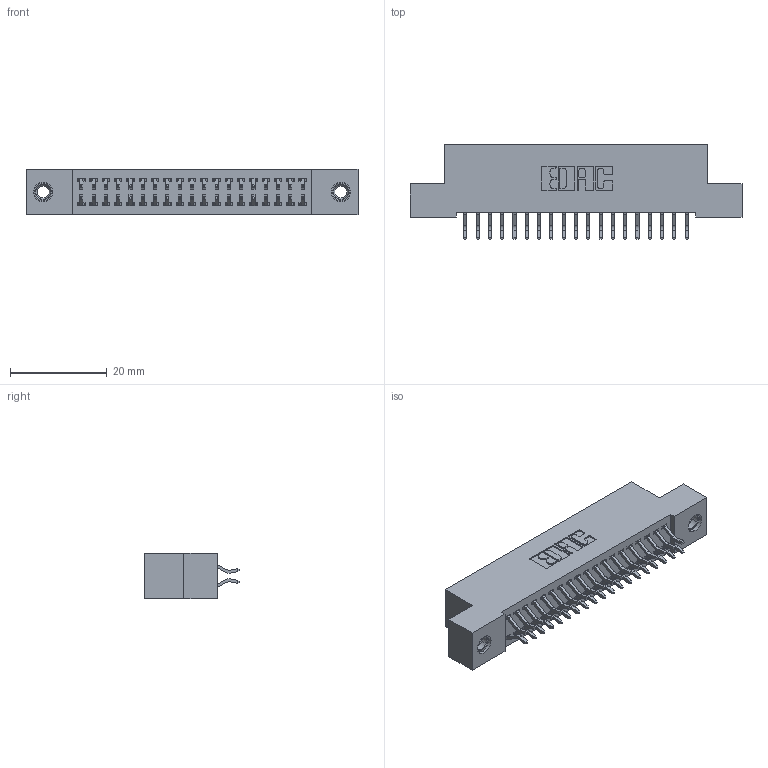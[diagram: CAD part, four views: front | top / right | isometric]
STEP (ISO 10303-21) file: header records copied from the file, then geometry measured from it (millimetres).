
FILE_DESCRIPTION (( 'STEP AP203' ), '1' );
FILE_NAME ('342-038-556-207.STEP', '2019-10-02T15:03:25', ( '' ), ( '' ), 'SwSTEP 2.0', 'SolidWorks 2016', '' );
FILE_SCHEMA (( 'CONFIG_CONTROL_DESIGN' ));
Length unit declared in the file: inch
Products named in the file (4): 342 Part_TI; 345-292-001_556 Tail; 345-250-001_345-250-005-103; 342-038-556-207
Assembly tree (41 placements, depth 2):
  342-038-556-207
    342 Part_TI
    345-292-001_556 Tail  x38
    345-250-001_345-250-005-103  x2
Bounding box: 68.58 x 19.58 x 9.4 mm (x, y, z)
Volume: 6039.4 mm3; surface area: 9252.8 mm2
Topology: 41 solids, 41 shells, 2374 faces, 7009 edges, 4614 vertices
Faces by surface type: plane 1618, cylinder 740, cone 12, torus 4
Entity records: 16472 total; most frequent: CARTESIAN_POINT 2753, ORIENTED_EDGE 2670, DIRECTION 2413, EDGE_CURVE 1335, VECTOR 1179, LINE 1179, VERTEX_POINT 884, AXIS2_PLACEMENT_3D 617
